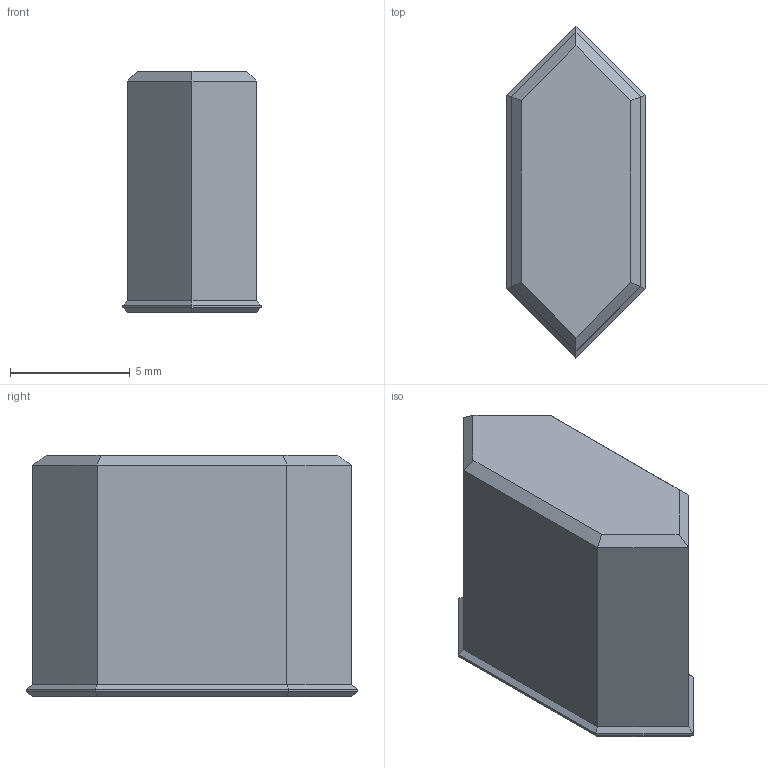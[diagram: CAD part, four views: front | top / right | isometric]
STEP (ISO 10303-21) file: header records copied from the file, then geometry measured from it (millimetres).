
FILE_DESCRIPTION(/* description */ (''),/* implementation_level */ '2;1');
FILE_NAME(/* name */ 'lens.step',/* time_stamp */ '2024-03-15T10:02:12-04:00',/* author */ (''),/* organization */ (''),/* preprocessor_version */ 'ST-DEVELOPER v15.2',/* originating_system */ 'Autodesk Translator Framework v2.0.0.5431',/* authorisation */ '');
FILE_SCHEMA (('AUTOMOTIVE_DESIGN { 1 0 10303 214 3 1 1 }'));
Length unit declared in the file: centimetre
Products named in the file (1): clockv8
Bounding box: 5.78 x 13.87 x 10.07 mm (x, y, z)
Volume: 295.3 mm3; surface area: 717 mm2
Topology: 1 solids, 1 shells, 62 faces, 138 edges, 82 vertices
Faces by surface type: plane 48, bspline 8, cone 4, cylinder 2
Full cylindrical faces by diameter (mm): 3.048 x2
Entity records: 1695 total; most frequent: CARTESIAN_POINT 361, DIRECTION 262, ORIENTED_EDGE 260, EDGE_CURVE 130, LINE 108, VECTOR 108, VERTEX_POINT 80, AXIS2_PLACEMENT_3D 77
